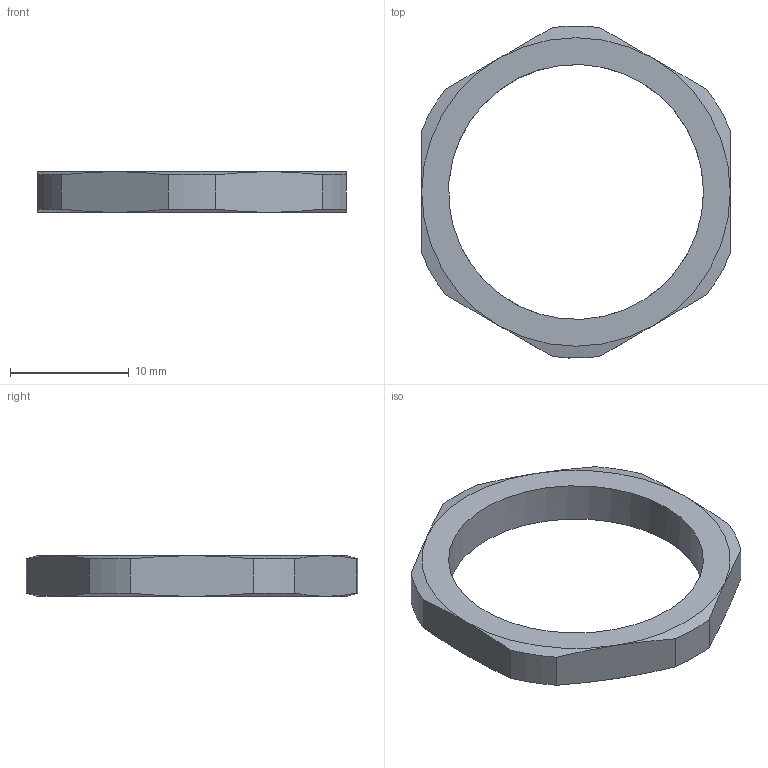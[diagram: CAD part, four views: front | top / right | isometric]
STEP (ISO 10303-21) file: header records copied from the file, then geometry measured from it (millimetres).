
FILE_DESCRIPTION(/* description */ (''),/* implementation_level */ '2;1');
FILE_NAME(/* name */ 'SOURIAU_UT07125S21E84T_NUT.stp',/* time_stamp */ '2016-03-03T13:58:57+01:00',/* author */ ('riccim'),/* organization */ (''),/* preprocessor_version */ 'ST-DEVELOPER v15.5',/* originating_system */ 'AutoCAD Mechanical',/* authorisation */ '');
FILE_SCHEMA (('AUTOMOTIVE_DESIGN { 1 0 10303 214 3 1 1 }'));
Length unit declared in the file: millimetre
Products named in the file (1): Product
Bounding box: 26 x 27.97 x 3.43 mm (x, y, z)
Volume: 716 mm3; surface area: 929.8 mm2
Topology: 1 solids, 1 shells, 27 faces, 66 edges, 41 vertices
Faces by surface type: cone 12, plane 8, cylinder 7
Full cylindrical faces by diameter (mm): 21.48 x1
Entity records: 914 total; most frequent: CARTESIAN_POINT 276, ORIENTED_EDGE 128, DIRECTION 124, EDGE_CURVE 64, AXIS2_PLACEMENT_3D 56, VERTEX_POINT 40, EDGE_LOOP 30, CIRCLE 28
